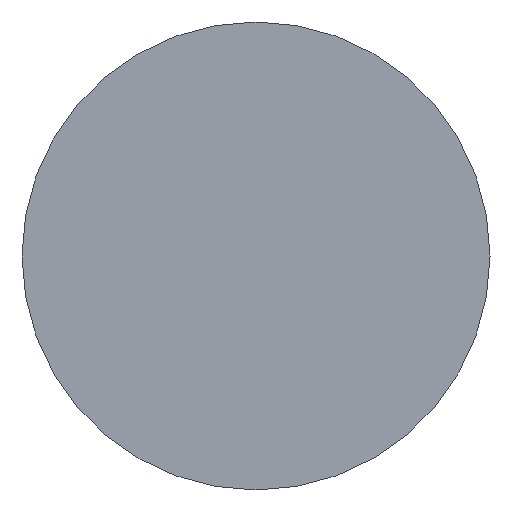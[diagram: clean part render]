
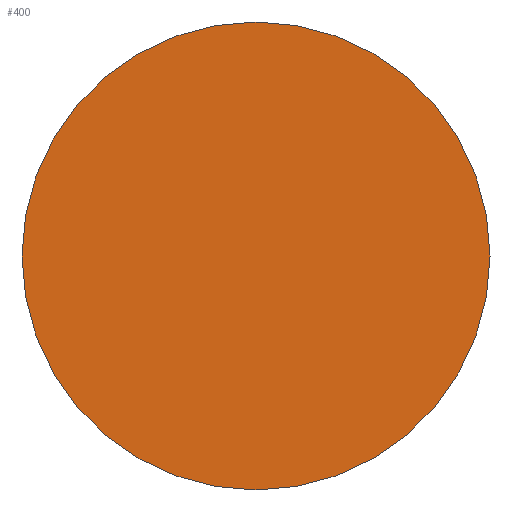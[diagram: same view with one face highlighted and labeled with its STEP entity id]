
A CAD part, front view. The second image highlights one B-rep face of the part: STEP entity #400.
In plain terms, the highlighted planar face has unit normal (0, -1, 0).
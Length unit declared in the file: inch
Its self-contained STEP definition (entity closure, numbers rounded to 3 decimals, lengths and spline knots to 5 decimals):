
#12 = AXIS2_PLACEMENT_3D ( 'NONE', #69, #393, #75 ) ;
#13 = DIRECTION ( 'NONE',  ( 0., -1., 0. ) ) ;
#36 = AXIS2_PLACEMENT_3D ( 'NONE', #285, #432, #272 ) ;
#47 = CARTESIAN_POINT ( 'NONE',  ( 0., 0., 0. ) ) ;
#69 = CARTESIAN_POINT ( 'NONE',  ( 0., 0., 0. ) ) ;
#75 = DIRECTION ( 'NONE',  ( 0., 0., -1. ) ) ;
#128 = ORIENTED_EDGE ( 'NONE', *, *, #165, .T. ) ;
#155 = EDGE_LOOP ( 'NONE', ( #128, #196 ) ) ;
#160 = AXIS2_PLACEMENT_3D ( 'NONE', #47, #13, #371 ) ;
#165 = EDGE_CURVE ( 'NONE', #307, #230, #221, .T. ) ;
#196 = ORIENTED_EDGE ( 'NONE', *, *, #309, .T. ) ;
#201 = CIRCLE ( 'NONE', #12, 0.25 ) ;
#221 = CIRCLE ( 'NONE', #36, 0.25 ) ;
#230 = VERTEX_POINT ( 'NONE', #233 ) ;
#233 = CARTESIAN_POINT ( 'NONE',  ( 0., 0., 0.25 ) ) ;
#272 = DIRECTION ( 'NONE',  ( 0., 0., -1. ) ) ;
#285 = CARTESIAN_POINT ( 'NONE',  ( 0., 0., 0. ) ) ;
#307 = VERTEX_POINT ( 'NONE', #352 ) ;
#309 = EDGE_CURVE ( 'NONE', #230, #307, #201, .T. ) ;
#352 = CARTESIAN_POINT ( 'NONE',  ( 0., 0., -0.25 ) ) ;
#363 = FACE_OUTER_BOUND ( 'NONE', #155, .T. ) ;
#367 = PLANE ( 'NONE',  #160 ) ;
#371 = DIRECTION ( 'NONE',  ( 0., 0., -1. ) ) ;
#393 = DIRECTION ( 'NONE',  ( 0., -1., 0. ) ) ;
#400 = ADVANCED_FACE ( 'NONE', ( #363 ), #367, .T. ) ;
#432 = DIRECTION ( 'NONE',  ( 0., -1., 0. ) ) ;
